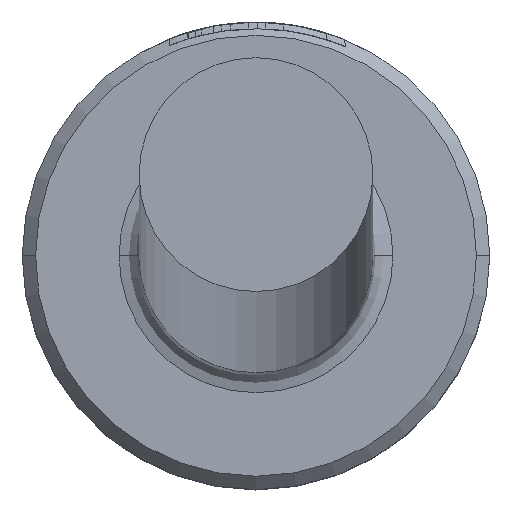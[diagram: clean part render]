
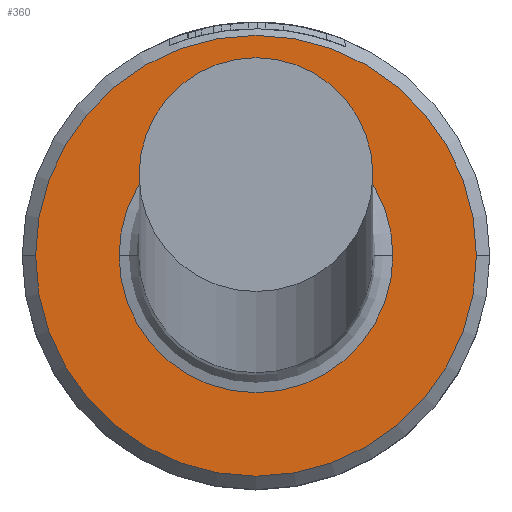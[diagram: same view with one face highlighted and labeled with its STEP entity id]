
A CAD part, top view. The second image highlights one B-rep face of the part: STEP entity #360.
In plain terms, the highlighted planar face has unit normal (0, 0, 1).
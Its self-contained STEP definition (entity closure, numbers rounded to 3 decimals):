
#22 = DIRECTION ( 'NONE',  ( 0., 0., 1. ) ) ;
#29 = CIRCLE ( 'NONE', #1032, 3.3 ) ;
#43 = CIRCLE ( 'NONE', #972, 3.3 ) ;
#54 = VERTEX_POINT ( 'NONE', #1098 ) ;
#72 = FACE_OUTER_BOUND ( 'NONE', #391, .T. ) ;
#75 = VERTEX_POINT ( 'NONE', #666 ) ;
#88 = FACE_BOUND ( 'NONE', #283, .T. ) ;
#91 = ORIENTED_EDGE ( 'NONE', *, *, #396, .T. ) ;
#145 = PLANE ( 'NONE',  #858 ) ;
#166 = AXIS2_PLACEMENT_3D ( 'NONE', #973, #457, #1059 ) ;
#195 = CARTESIAN_POINT ( 'NONE',  ( 0., 0., 4. ) ) ;
#283 = EDGE_LOOP ( 'NONE', ( #906, #439 ) ) ;
#287 = DIRECTION ( 'NONE',  ( 0., 0., -1. ) ) ;
#292 = DIRECTION ( 'NONE',  ( 1., 0., 0. ) ) ;
#304 = ORIENTED_EDGE ( 'NONE', *, *, #428, .T. ) ;
#327 = VERTEX_POINT ( 'NONE', #1060 ) ;
#360 = ADVANCED_FACE ( 'NONE', ( #72, #88 ), #145, .T. ) ;
#374 = CIRCLE ( 'NONE', #469, 2.05 ) ;
#391 = EDGE_LOOP ( 'NONE', ( #304, #91 ) ) ;
#396 = EDGE_CURVE ( 'NONE', #327, #75, #43, .T. ) ;
#428 = EDGE_CURVE ( 'NONE', #75, #327, #29, .T. ) ;
#439 = ORIENTED_EDGE ( 'NONE', *, *, #907, .T. ) ;
#457 = DIRECTION ( 'NONE',  ( 0., 0., -1. ) ) ;
#469 = AXIS2_PLACEMENT_3D ( 'NONE', #822, #287, #904 ) ;
#477 = CARTESIAN_POINT ( 'NONE',  ( 0., 0., 4. ) ) ;
#517 = DIRECTION ( 'NONE',  ( 1., 0., 0. ) ) ;
#558 = CIRCLE ( 'NONE', #166, 2.05 ) ;
#571 = DIRECTION ( 'NONE',  ( 1., 0., 0. ) ) ;
#614 = EDGE_CURVE ( 'NONE', #54, #1147, #558, .T. ) ;
#666 = CARTESIAN_POINT ( 'NONE',  ( -3.3, 0., 4. ) ) ;
#696 = CARTESIAN_POINT ( 'NONE',  ( 2.05, 0., 4. ) ) ;
#822 = CARTESIAN_POINT ( 'NONE',  ( 0., 0., 4. ) ) ;
#827 = DIRECTION ( 'NONE',  ( 0., 0., 1. ) ) ;
#858 = AXIS2_PLACEMENT_3D ( 'NONE', #1123, #22, #517 ) ;
#904 = DIRECTION ( 'NONE',  ( -1., 0., 0. ) ) ;
#906 = ORIENTED_EDGE ( 'NONE', *, *, #614, .T. ) ;
#907 = EDGE_CURVE ( 'NONE', #1147, #54, #374, .T. ) ;
#972 = AXIS2_PLACEMENT_3D ( 'NONE', #477, #1077, #571 ) ;
#973 = CARTESIAN_POINT ( 'NONE',  ( 0., 0., 4. ) ) ;
#1032 = AXIS2_PLACEMENT_3D ( 'NONE', #195, #827, #292 ) ;
#1059 = DIRECTION ( 'NONE',  ( -1., 0., 0. ) ) ;
#1060 = CARTESIAN_POINT ( 'NONE',  ( 3.3, 0., 4. ) ) ;
#1077 = DIRECTION ( 'NONE',  ( 0., 0., 1. ) ) ;
#1098 = CARTESIAN_POINT ( 'NONE',  ( -2.05, 0., 4. ) ) ;
#1123 = CARTESIAN_POINT ( 'NONE',  ( 0., 0., 4. ) ) ;
#1147 = VERTEX_POINT ( 'NONE', #696 ) ;
